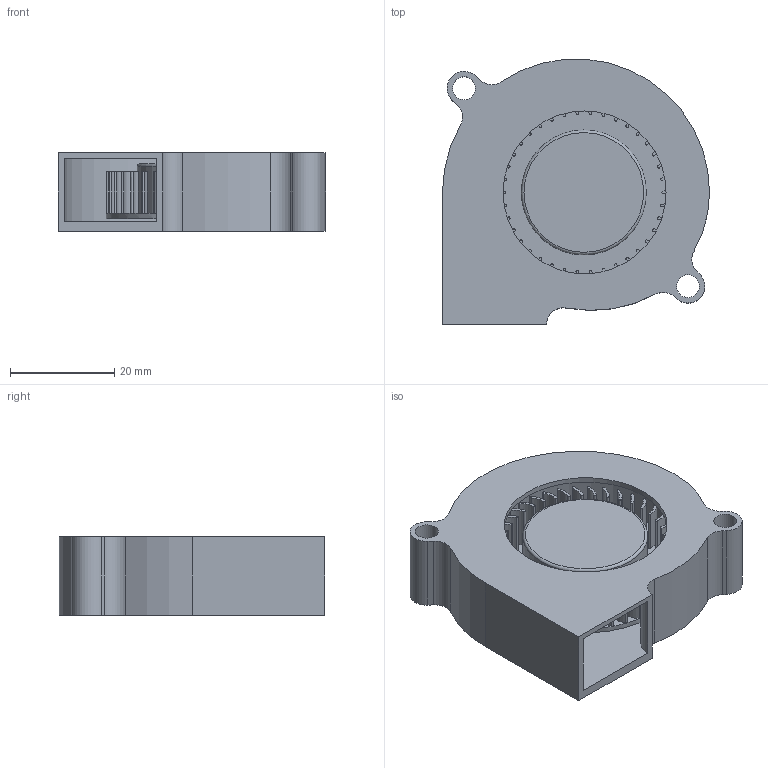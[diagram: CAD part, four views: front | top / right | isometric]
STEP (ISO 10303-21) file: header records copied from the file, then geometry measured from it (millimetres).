
FILE_DESCRIPTION(('FreeCAD Model'),'2;1');
FILE_NAME('5015_CentrifugalFan.step', '2019-08-08T14:36:06',('Sisul Galog'),(''), 'Open CASCADE STEP processor 7.3','FreeCAD','Unknown');
FILE_SCHEMA(('AUTOMOTIVE_DESIGN { 1 0 10303 214 1 1 1 1 }'));
Length unit declared in the file: millimetre
Products named in the file (1): 5015_CentrifugalFan
Bounding box: 51.3 x 50.98 x 15 mm (x, y, z)
Volume: 14096.8 mm3; surface area: 16859.3 mm2
Topology: 2 solids, 2 shells, 225 faces, 618 edges, 399 vertices
Faces by surface type: cylinder 172, plane 52, torus 1
Full cylindrical faces by diameter (mm): 4.4 x2, 24 x1, 31.3 x1, 36 x1
Entity records: 17153 total; most frequent: DIRECTION 2700, CARTESIAN_POINT 2647, ORIENTED_EDGE 1236, PCURVE 1236, DEFINITIONAL_REPRESENTATION 1236, LINE 1012, VECTOR 1012, CIRCLE 814
